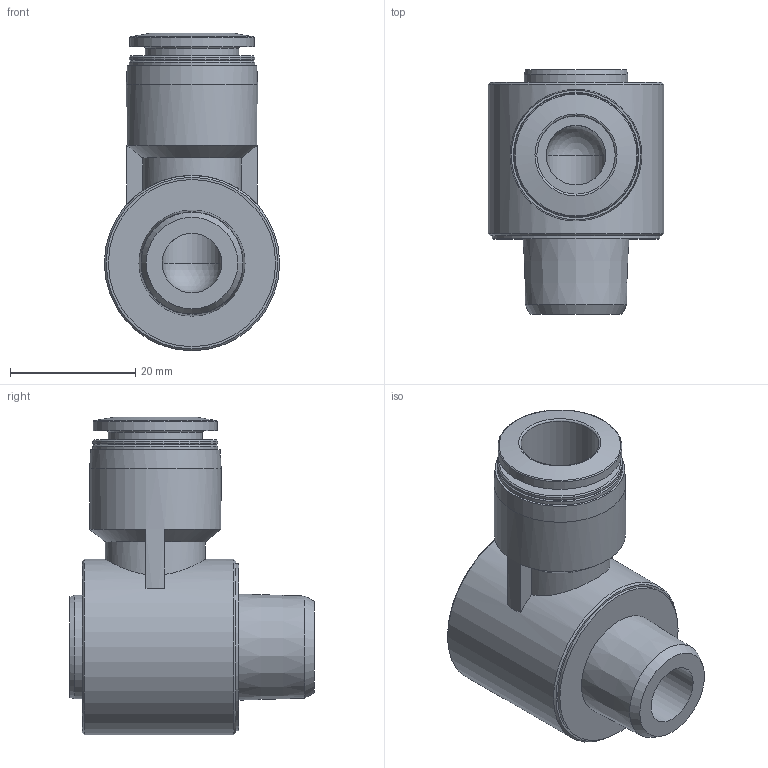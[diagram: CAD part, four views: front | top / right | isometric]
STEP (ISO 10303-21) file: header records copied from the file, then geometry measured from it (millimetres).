
FILE_DESCRIPTION(/* description */ ('STEP AP214'),/* implementation_level */ '2;1');
FILE_NAME(/* name */ '190762_QSLV-3_8-1_2-I-U',/* time_stamp */ '2024-09-14T10:37:24+02:00',/* author */ ('License CC BY-ND 4.0'),/* organization */ ('CADENAS'),/* preprocessor_version */ 'ST-DEVELOPER v19.3',/* originating_system */ 'PARTsolutions',/* authorisation */ ' ');
FILE_SCHEMA (('AUTOMOTIVE_DESIGN {1 0 10303 214 3 1 1}'));
Length unit declared in the file: millimetre
Products named in the file (1): 190762 QSLV-3/8-1/2-I-U
Bounding box: 28 x 39 x 50.7 mm (x, y, z)
Volume: 19354.1 mm3; surface area: 8056.7 mm2
Topology: 1 solids, 1 shells, 55 faces, 122 edges, 76 vertices
Faces by surface type: plane 20, cone 18, cylinder 13, torus 3, sphere 1
Full cylindrical faces by diameter (mm): 9.5 x2, 12.5 x1, 15 x1, 16.5 x1, 19.8 x1, 20 x2, 21 x1, 26.7 x1, 28 x1
Entity records: 1811 total; most frequent: CARTESIAN_POINT 285, DIRECTION 240, ORIENTED_EDGE 188, AXIS2_PLACEMENT_3D 104, EDGE_CURVE 94, EDGE_LOOP 89, FACE_BOUND 89, VERTEX_POINT 73
